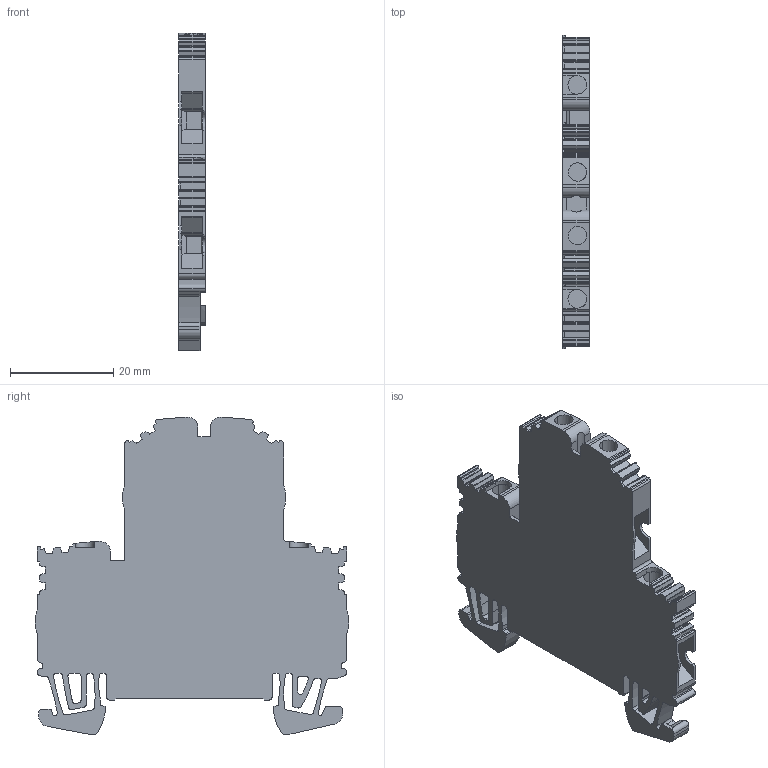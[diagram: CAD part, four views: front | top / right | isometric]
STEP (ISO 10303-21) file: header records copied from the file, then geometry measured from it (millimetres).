
FILE_DESCRIPTION(('CATIA V5 STEP Exchange','CAx-IF Rec.Pracs.--- Model Styling and Organization---1.4--- 2014-01-23'),'2;1');
FILE_NAME ('D1447561_0', '2020-04-23T04:41:41+00:00', ('none'), ('Weidmueller'), 'CATIA Version 5-6 Release 2016 SP3 HF44', 'CATIA V5 STEP AP214', 'none');
FILE_SCHEMA(('AUTOMOTIVE_DESIGN { 1 0 10303 214 1 1 1 1 }'));
Length unit declared in the file: millimetre
Products named in the file (1): 1041680000_WDK_2-5N_BL
Bounding box: 5.1 x 60.7 x 61.55 mm (x, y, z)
Volume: 11126.7 mm3; surface area: 8156.2 mm2
Topology: 1 solids, 1 shells, 546 faces, 1600 edges, 1058 vertices
Faces by surface type: plane 365, cylinder 181
Entity records: 17891 total; most frequent: CARTESIAN_POINT 3342, ORIENTED_EDGE 3200, DIRECTION 2426, EDGE_CURVE 1600, VECTOR 1225, LINE 1225, VERTEX_POINT 1058, AXIS2_PLACEMENT_3D 775
